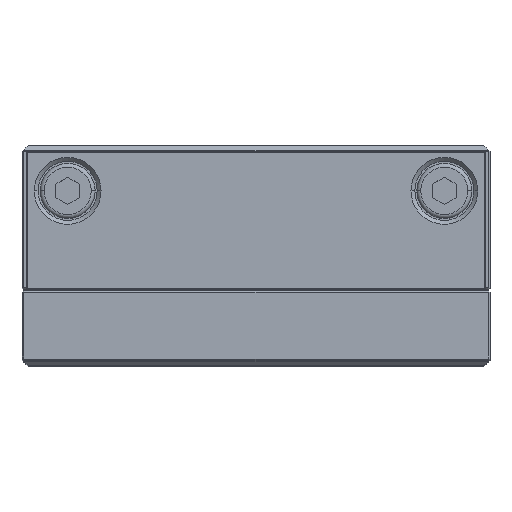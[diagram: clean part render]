
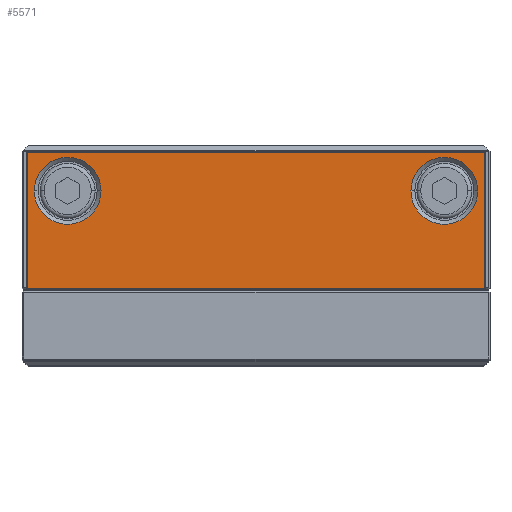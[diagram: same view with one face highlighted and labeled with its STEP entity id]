
A CAD part, top view. The second image highlights one B-rep face of the part: STEP entity #5571.
In plain terms, the highlighted planar face has unit normal (0, 0, 1).
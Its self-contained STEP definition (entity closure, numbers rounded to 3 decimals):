
#4561=FACE_BOUND('',#7636,.T.);
#4562=FACE_BOUND('',#7637,.T.);
#4563=FACE_BOUND('',#7638,.T.);
#4740=PLANE('',#22577);
#5571=ADVANCED_FACE('',(#4561,#4562,#4563),#4740,.T.);
#7636=EDGE_LOOP('',(#12879,#12880,#12881,#12882));
#7637=EDGE_LOOP('',(#12883,#12884));
#7638=EDGE_LOOP('',(#12885,#12886));
#8801=LINE('',#28016,#10790);
#8802=LINE('',#28019,#10791);
#8803=LINE('',#28021,#10792);
#8804=LINE('',#28023,#10793);
#10790=VECTOR('',#23806,1.);
#10791=VECTOR('',#23807,1.);
#10792=VECTOR('',#23808,1.);
#10793=VECTOR('',#23809,1.);
#12879=ORIENTED_EDGE('',*,*,#19717,.T.);
#12880=ORIENTED_EDGE('',*,*,#19718,.T.);
#12881=ORIENTED_EDGE('',*,*,#19719,.T.);
#12882=ORIENTED_EDGE('',*,*,#19720,.T.);
#12883=ORIENTED_EDGE('',*,*,#19643,.T.);
#12884=ORIENTED_EDGE('',*,*,#19716,.T.);
#12885=ORIENTED_EDGE('',*,*,#19647,.T.);
#12886=ORIENTED_EDGE('',*,*,#19715,.T.);
#17955=VERTEX_POINT('',#27862);
#17956=VERTEX_POINT('',#27864);
#17959=VERTEX_POINT('',#27871);
#17960=VERTEX_POINT('',#27873);
#18001=VERTEX_POINT('',#28017);
#18002=VERTEX_POINT('',#28018);
#18003=VERTEX_POINT('',#28020);
#18004=VERTEX_POINT('',#28022);
#19643=EDGE_CURVE('',#17956,#17955,#22253,.T.);
#19647=EDGE_CURVE('',#17960,#17959,#22255,.T.);
#19715=EDGE_CURVE('',#17959,#17960,#22278,.T.);
#19716=EDGE_CURVE('',#17955,#17956,#22279,.T.);
#19717=EDGE_CURVE('',#18001,#18002,#8801,.T.);
#19718=EDGE_CURVE('',#18002,#18003,#8802,.T.);
#19719=EDGE_CURVE('',#18003,#18004,#8803,.T.);
#19720=EDGE_CURVE('',#18004,#18001,#8804,.T.);
#22253=CIRCLE('',#22516,4.25);
#22255=CIRCLE('',#22519,4.25);
#22278=CIRCLE('',#22573,4.25);
#22279=CIRCLE('',#22575,4.25);
#22516=AXIS2_PLACEMENT_3D('',#27863,#23637,#23638);
#22519=AXIS2_PLACEMENT_3D('',#27872,#23645,#23646);
#22573=AXIS2_PLACEMENT_3D('',#28012,#23798,#23799);
#22575=AXIS2_PLACEMENT_3D('',#28014,#23802,#23803);
#22577=AXIS2_PLACEMENT_3D('',#28024,#23810,#23811);
#23637=DIRECTION('',(0.,0.,-1.));
#23638=DIRECTION('',(1.,0.,0.));
#23645=DIRECTION('',(0.,0.,-1.));
#23646=DIRECTION('',(1.,0.,0.));
#23798=DIRECTION('',(0.,0.,-1.));
#23799=DIRECTION('',(1.,0.,0.));
#23802=DIRECTION('',(0.,0.,-1.));
#23803=DIRECTION('',(1.,0.,0.));
#23806=DIRECTION('',(0.,-1.,0.));
#23807=DIRECTION('',(1.,0.,0.));
#23808=DIRECTION('',(0.,1.,0.));
#23809=DIRECTION('',(-1.,0.,0.));
#23810=DIRECTION('',(0.,0.,1.));
#23811=DIRECTION('',(1.,0.,0.));
#27862=CARTESIAN_POINT('',(19.7,22.2,45.5));
#27863=CARTESIAN_POINT('',(23.95,22.2,45.5));
#27864=CARTESIAN_POINT('',(28.2,22.2,45.5));
#27871=CARTESIAN_POINT('',(-28.2,22.2,45.5));
#27872=CARTESIAN_POINT('',(-23.95,22.2,45.5));
#27873=CARTESIAN_POINT('',(-19.7,22.2,45.5));
#28012=CARTESIAN_POINT('',(-23.95,22.2,45.5));
#28014=CARTESIAN_POINT('',(23.95,22.2,45.5));
#28016=CARTESIAN_POINT('',(-29.1,9.7,45.5));
#28017=CARTESIAN_POINT('',(-29.1,27.1,45.5));
#28018=CARTESIAN_POINT('',(-29.1,9.8,45.5));
#28019=CARTESIAN_POINT('',(29.2,9.8,45.5));
#28020=CARTESIAN_POINT('',(29.1,9.8,45.5));
#28021=CARTESIAN_POINT('',(29.1,27.2,45.5));
#28022=CARTESIAN_POINT('',(29.1,27.1,45.5));
#28023=CARTESIAN_POINT('',(-29.2,27.1,45.5));
#28024=CARTESIAN_POINT('',(-29.2,9.7,45.5));
